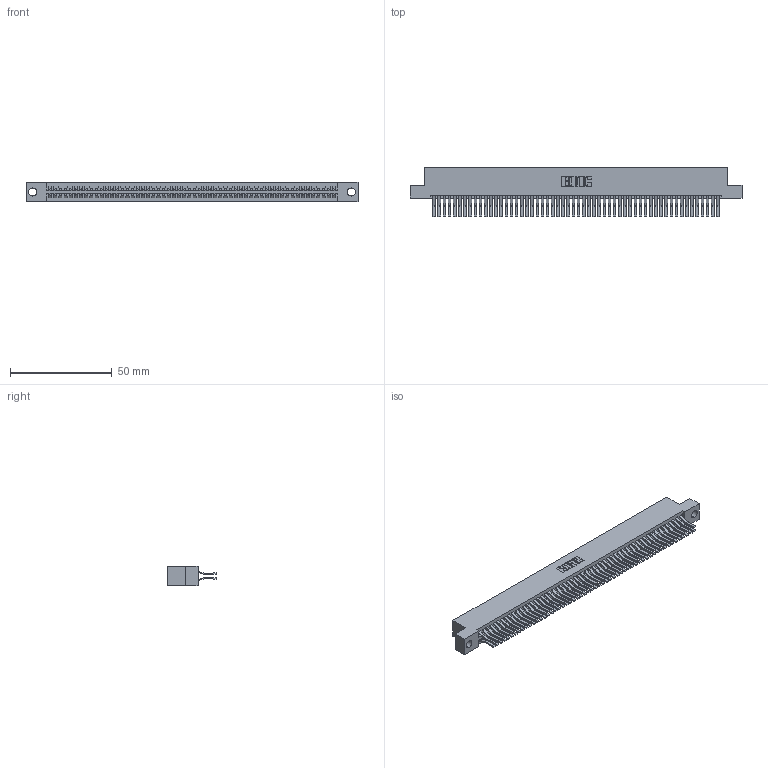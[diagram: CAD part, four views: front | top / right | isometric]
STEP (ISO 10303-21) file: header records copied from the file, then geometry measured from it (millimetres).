
FILE_DESCRIPTION (( 'STEP AP203' ), '1' );
FILE_NAME ('345-112-560-204.STEP', '2021-05-25T14:46:26', ( '' ), ( '' ), 'SwSTEP 2.0', 'SolidWorks 2020', '' );
FILE_SCHEMA (( 'CONFIG_CONTROL_DESIGN' ));
Length unit declared in the file: inch
Products named in the file (3): 345 Part_Flush Mounting Lugs - 0.156 Dia-TI; 345-292-001_560 Tail; 345-112-560-204
Assembly tree (113 placements, depth 2):
  345-112-560-204
    345 Part_Flush Mounting Lugs - 0.156 Dia-TI
    345-292-001_560 Tail  x112
Bounding box: 163.45 x 24.45 x 9.4 mm (x, y, z)
Volume: 16635.7 mm3; surface area: 26601.2 mm2
Topology: 113 solids, 113 shells, 5964 faces, 17737 edges, 11674 vertices
Faces by surface type: plane 3790, cylinder 2174
Entity records: 42561 total; most frequent: CARTESIAN_POINT 7126, ORIENTED_EDGE 7058, DIRECTION 6269, EDGE_CURVE 3529, VECTOR 3169, LINE 3169, VERTEX_POINT 2350, AXIS2_PLACEMENT_3D 1550
